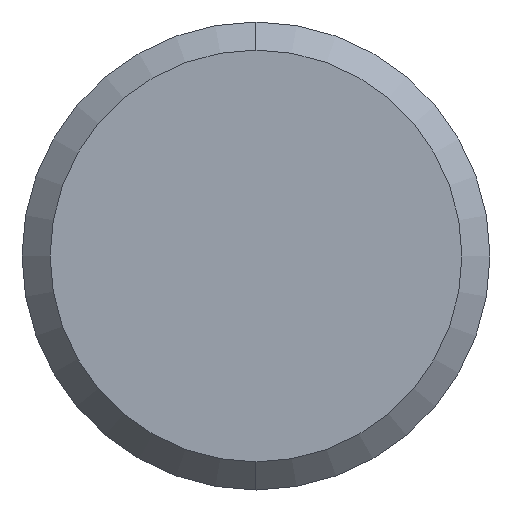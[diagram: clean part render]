
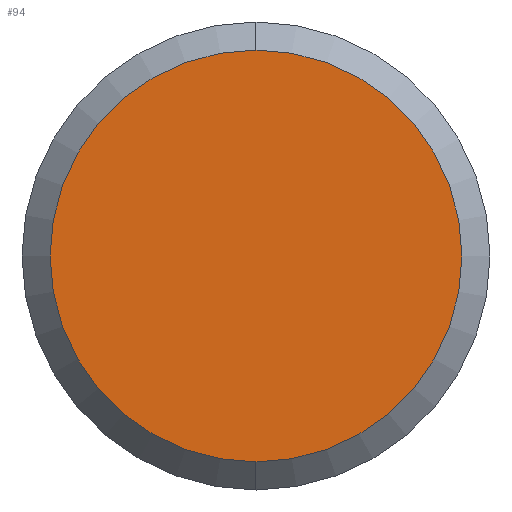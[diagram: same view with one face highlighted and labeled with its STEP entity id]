
A CAD part, left-side view. The second image highlights one B-rep face of the part: STEP entity #94.
In plain terms, the highlighted planar face has unit normal (-1, 0, 0).
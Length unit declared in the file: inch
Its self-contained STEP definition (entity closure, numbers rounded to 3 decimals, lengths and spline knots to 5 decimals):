
#12 = EDGE_LOOP ( 'NONE', ( #285, #185 ) ) ;
#43 = AXIS2_PLACEMENT_3D ( 'NONE', #361, #58, #83 ) ;
#58 = DIRECTION ( 'NONE',  ( 1., 0., 0. ) ) ;
#75 = AXIS2_PLACEMENT_3D ( 'NONE', #283, #147, #259 ) ;
#83 = DIRECTION ( 'NONE',  ( 0., 0., -1. ) ) ;
#94 = ADVANCED_FACE ( 'NONE', ( #164 ), #356, .T. ) ;
#103 = AXIS2_PLACEMENT_3D ( 'NONE', #331, #277, #110 ) ;
#110 = DIRECTION ( 'NONE',  ( 0., 0., 1. ) ) ;
#140 = EDGE_CURVE ( 'NONE', #263, #318, #353, .T. ) ;
#147 = DIRECTION ( 'NONE',  ( 1., 0., 0. ) ) ;
#164 = FACE_OUTER_BOUND ( 'NONE', #12, .T. ) ;
#185 = ORIENTED_EDGE ( 'NONE', *, *, #305, .F. ) ;
#229 = CIRCLE ( 'NONE', #75, 0.22 ) ;
#259 = DIRECTION ( 'NONE',  ( 0., 0., -1. ) ) ;
#262 = CARTESIAN_POINT ( 'NONE',  ( -2., 0., -0.22 ) ) ;
#263 = VERTEX_POINT ( 'NONE', #262 ) ;
#269 = CARTESIAN_POINT ( 'NONE',  ( -2., 0., 0.22 ) ) ;
#277 = DIRECTION ( 'NONE',  ( -1., 0., 0. ) ) ;
#283 = CARTESIAN_POINT ( 'NONE',  ( -2., 0., 0. ) ) ;
#285 = ORIENTED_EDGE ( 'NONE', *, *, #140, .F. ) ;
#305 = EDGE_CURVE ( 'NONE', #318, #263, #229, .T. ) ;
#318 = VERTEX_POINT ( 'NONE', #269 ) ;
#331 = CARTESIAN_POINT ( 'NONE',  ( -2., 0., 0. ) ) ;
#353 = CIRCLE ( 'NONE', #43, 0.22 ) ;
#356 = PLANE ( 'NONE',  #103 ) ;
#361 = CARTESIAN_POINT ( 'NONE',  ( -2., 0., 0. ) ) ;
